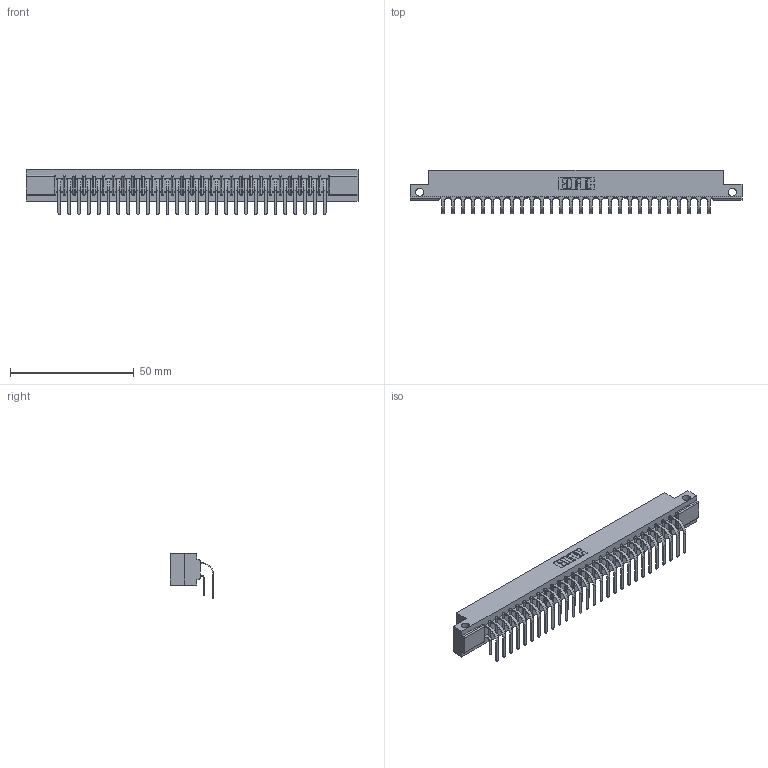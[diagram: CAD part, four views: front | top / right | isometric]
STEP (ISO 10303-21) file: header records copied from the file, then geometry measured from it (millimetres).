
FILE_DESCRIPTION (( 'STEP AP203' ), '1' );
FILE_NAME ('307-056-459-212.STEP', '2022-07-07T17:48:27', ( '' ), ( '' ), 'SwSTEP 2.0', 'SolidWorks 2020', '' );
FILE_SCHEMA (( 'CONFIG_CONTROL_DESIGN' ));
Length unit declared in the file: inch
Products named in the file (4): 307-056-459-212; 307-290-001_558 559 - 1 (Single); 307 Part_.128 Dia Side Mounting Holes; 307-290-001_559 - 2 (Single)
Assembly tree (57 placements, depth 2):
  307-056-459-212
    307 Part_.128 Dia Side Mounting Holes
    307-290-001_558 559 - 1 (Single)  x28
    307-290-001_559 - 2 (Single)  x28
Bounding box: 133.96 x 17.51 x 18.07 mm (x, y, z)
Volume: 14214.3 mm3; surface area: 18294.9 mm2
Topology: 57 solids, 57 shells, 2947 faces, 8275 edges, 5362 vertices
Faces by surface type: plane 1918, cylinder 971, sphere 58
Entity records: 28075 total; most frequent: CARTESIAN_POINT 4598, ORIENTED_EDGE 4554, DIRECTION 4509, EDGE_CURVE 2277, VECTOR 1739, LINE 1739, VERTEX_POINT 1474, AXIS2_PLACEMENT_3D 1385
